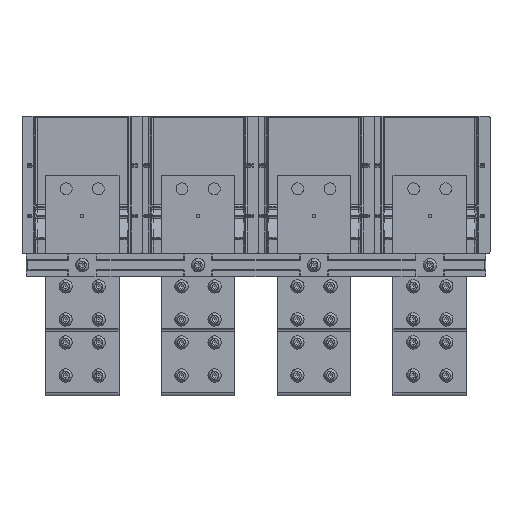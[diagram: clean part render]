
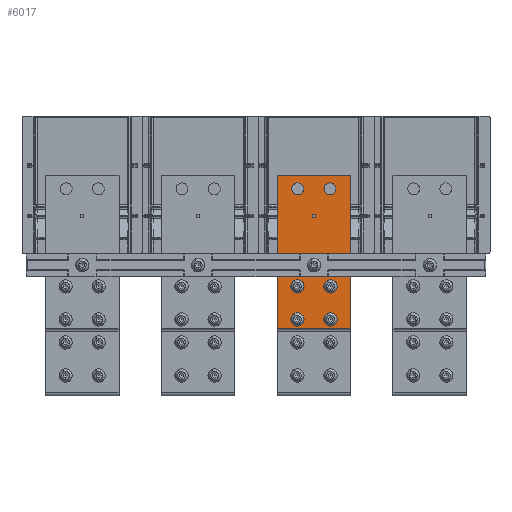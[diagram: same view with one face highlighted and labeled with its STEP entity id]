
A CAD part, front view. The second image highlights one B-rep face of the part: STEP entity #6017.
In plain terms, the highlighted planar face has unit normal (0, -1, 0).
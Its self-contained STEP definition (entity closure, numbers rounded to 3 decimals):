
#5833=AXIS2_PLACEMENT_3D('Circle Axis2P3D',#5831,#5832,$) ;
#5846=AXIS2_PLACEMENT_3D('Plane Axis2P3D',#5843,#5844,#5845) ;
#5884=AXIS2_PLACEMENT_3D('Circle Axis2P3D',#5882,#5883,$) ;
#5893=AXIS2_PLACEMENT_3D('Circle Axis2P3D',#5891,#5892,$) ;
#5902=AXIS2_PLACEMENT_3D('Circle Axis2P3D',#5900,#5901,$) ;
#5911=AXIS2_PLACEMENT_3D('Circle Axis2P3D',#5909,#5910,$) ;
#5920=AXIS2_PLACEMENT_3D('Circle Axis2P3D',#5918,#5919,$) ;
#5929=AXIS2_PLACEMENT_3D('Circle Axis2P3D',#5927,#5928,$) ;
#5938=AXIS2_PLACEMENT_3D('Circle Axis2P3D',#5936,#5937,$) ;
#5947=AXIS2_PLACEMENT_3D('Circle Axis2P3D',#5945,#5946,$) ;
#5956=AXIS2_PLACEMENT_3D('Circle Axis2P3D',#5954,#5955,$) ;
#5965=AXIS2_PLACEMENT_3D('Circle Axis2P3D',#5963,#5964,$) ;
#5974=AXIS2_PLACEMENT_3D('Circle Axis2P3D',#5972,#5973,$) ;
#5983=AXIS2_PLACEMENT_3D('Circle Axis2P3D',#5981,#5982,$) ;
#5992=AXIS2_PLACEMENT_3D('Circle Axis2P3D',#5990,#5991,$) ;
#6001=AXIS2_PLACEMENT_3D('Circle Axis2P3D',#5999,#6000,$) ;
#6010=AXIS2_PLACEMENT_3D('Circle Axis2P3D',#6008,#6009,$) ;
#5814=CARTESIAN_POINT('Vertex',(-63.083,-37.031,305.407)) ;
#5828=CARTESIAN_POINT('Vertex',(-68.917,-37.031,308.593)) ;
#5831=CARTESIAN_POINT('Axis2P3D Location',(-66.,-37.031,307.)) ;
#5843=CARTESIAN_POINT('Axis2P3D Location',(-26.,-37.031,238.)) ;
#5848=CARTESIAN_POINT('Line Origine',(-106.,-37.031,321.5)) ;
#5852=CARTESIAN_POINT('Vertex',(-106.,-37.031,405.)) ;
#5854=CARTESIAN_POINT('Vertex',(-106.,-37.031,238.)) ;
#5857=CARTESIAN_POINT('Line Origine',(-66.,-37.031,238.)) ;
#5861=CARTESIAN_POINT('Vertex',(-26.,-37.031,238.)) ;
#5864=CARTESIAN_POINT('Line Origine',(-26.,-37.031,321.5)) ;
#5868=CARTESIAN_POINT('Vertex',(-26.,-37.031,405.)) ;
#5871=CARTESIAN_POINT('Line Origine',(-66.,-37.031,405.)) ;
#5882=CARTESIAN_POINT('Axis2P3D Location',(-66.,-37.031,307.)) ;
#5891=CARTESIAN_POINT('Axis2P3D Location',(-48.,-37.031,248.)) ;
#5895=CARTESIAN_POINT('Vertex',(-41.638,-37.031,244.524)) ;
#5897=CARTESIAN_POINT('Vertex',(-54.362,-37.031,251.476)) ;
#5900=CARTESIAN_POINT('Axis2P3D Location',(-48.,-37.031,248.)) ;
#5909=CARTESIAN_POINT('Axis2P3D Location',(-66.,-37.031,360.5)) ;
#5913=CARTESIAN_POINT('Vertex',(-67.58,-37.031,361.363)) ;
#5915=CARTESIAN_POINT('Vertex',(-64.42,-37.031,359.637)) ;
#5918=CARTESIAN_POINT('Axis2P3D Location',(-66.,-37.031,360.5)) ;
#5927=CARTESIAN_POINT('Axis2P3D Location',(-83.5,-37.031,390.)) ;
#5931=CARTESIAN_POINT('Vertex',(-89.204,-37.031,386.884)) ;
#5933=CARTESIAN_POINT('Vertex',(-77.796,-37.031,393.116)) ;
#5936=CARTESIAN_POINT('Axis2P3D Location',(-83.5,-37.031,390.)) ;
#5945=CARTESIAN_POINT('Axis2P3D Location',(-48.5,-37.031,390.)) ;
#5949=CARTESIAN_POINT('Vertex',(-54.204,-37.031,386.884)) ;
#5951=CARTESIAN_POINT('Vertex',(-42.796,-37.031,393.116)) ;
#5954=CARTESIAN_POINT('Axis2P3D Location',(-48.5,-37.031,390.)) ;
#5963=CARTESIAN_POINT('Axis2P3D Location',(-84.,-37.031,248.)) ;
#5967=CARTESIAN_POINT('Vertex',(-77.638,-37.031,244.524)) ;
#5969=CARTESIAN_POINT('Vertex',(-90.362,-37.031,251.476)) ;
#5972=CARTESIAN_POINT('Axis2P3D Location',(-84.,-37.031,248.)) ;
#5981=CARTESIAN_POINT('Axis2P3D Location',(-48.,-37.031,284.)) ;
#5985=CARTESIAN_POINT('Vertex',(-41.638,-37.031,280.524)) ;
#5987=CARTESIAN_POINT('Vertex',(-54.362,-37.031,287.476)) ;
#5990=CARTESIAN_POINT('Axis2P3D Location',(-48.,-37.031,284.)) ;
#5999=CARTESIAN_POINT('Axis2P3D Location',(-84.,-37.031,284.)) ;
#6003=CARTESIAN_POINT('Vertex',(-77.638,-37.031,280.524)) ;
#6005=CARTESIAN_POINT('Vertex',(-90.362,-37.031,287.476)) ;
#6008=CARTESIAN_POINT('Axis2P3D Location',(-84.,-37.031,284.)) ;
#5832=DIRECTION('Axis2P3D Direction',(0.,1.,0.)) ;
#5844=DIRECTION('Axis2P3D Direction',(0.,-1.,0.)) ;
#5845=DIRECTION('Axis2P3D XDirection',(0.,0.,1.)) ;
#5849=DIRECTION('Vector Direction',(0.,0.,1.)) ;
#5858=DIRECTION('Vector Direction',(-1.,0.,0.)) ;
#5865=DIRECTION('Vector Direction',(0.,0.,1.)) ;
#5872=DIRECTION('Vector Direction',(-1.,0.,0.)) ;
#5883=DIRECTION('Axis2P3D Direction',(0.,-1.,0.)) ;
#5892=DIRECTION('Axis2P3D Direction',(0.,-1.,0.)) ;
#5901=DIRECTION('Axis2P3D Direction',(0.,-1.,0.)) ;
#5910=DIRECTION('Axis2P3D Direction',(0.,-1.,0.)) ;
#5919=DIRECTION('Axis2P3D Direction',(0.,-1.,0.)) ;
#5928=DIRECTION('Axis2P3D Direction',(0.,-1.,0.)) ;
#5937=DIRECTION('Axis2P3D Direction',(0.,-1.,0.)) ;
#5946=DIRECTION('Axis2P3D Direction',(0.,-1.,0.)) ;
#5955=DIRECTION('Axis2P3D Direction',(0.,-1.,0.)) ;
#5964=DIRECTION('Axis2P3D Direction',(0.,-1.,0.)) ;
#5973=DIRECTION('Axis2P3D Direction',(0.,-1.,0.)) ;
#5982=DIRECTION('Axis2P3D Direction',(0.,-1.,0.)) ;
#5991=DIRECTION('Axis2P3D Direction',(0.,-1.,0.)) ;
#6000=DIRECTION('Axis2P3D Direction',(0.,-1.,0.)) ;
#6009=DIRECTION('Axis2P3D Direction',(0.,-1.,0.)) ;
#5850=VECTOR('Line Direction',#5849,1.) ;
#5859=VECTOR('Line Direction',#5858,1.) ;
#5866=VECTOR('Line Direction',#5865,1.) ;
#5873=VECTOR('Line Direction',#5872,1.) ;
#5877=ORIENTED_EDGE('',*,*,#5856,.T.) ;
#5878=ORIENTED_EDGE('',*,*,#5863,.F.) ;
#5879=ORIENTED_EDGE('',*,*,#5870,.F.) ;
#5880=ORIENTED_EDGE('',*,*,#5875,.T.) ;
#5888=ORIENTED_EDGE('',*,*,#5886,.F.) ;
#5889=ORIENTED_EDGE('',*,*,#5835,.F.) ;
#5906=ORIENTED_EDGE('',*,*,#5899,.F.) ;
#5907=ORIENTED_EDGE('',*,*,#5904,.F.) ;
#5924=ORIENTED_EDGE('',*,*,#5917,.F.) ;
#5925=ORIENTED_EDGE('',*,*,#5922,.F.) ;
#5942=ORIENTED_EDGE('',*,*,#5935,.F.) ;
#5943=ORIENTED_EDGE('',*,*,#5940,.F.) ;
#5960=ORIENTED_EDGE('',*,*,#5953,.F.) ;
#5961=ORIENTED_EDGE('',*,*,#5958,.F.) ;
#5978=ORIENTED_EDGE('',*,*,#5971,.F.) ;
#5979=ORIENTED_EDGE('',*,*,#5976,.F.) ;
#5996=ORIENTED_EDGE('',*,*,#5989,.F.) ;
#5997=ORIENTED_EDGE('',*,*,#5994,.F.) ;
#6014=ORIENTED_EDGE('',*,*,#6007,.F.) ;
#6015=ORIENTED_EDGE('',*,*,#6012,.F.) ;
#5890=FACE_BOUND('',#5887,.T.) ;
#5908=FACE_BOUND('',#5905,.T.) ;
#5926=FACE_BOUND('',#5923,.T.) ;
#5944=FACE_BOUND('',#5941,.T.) ;
#5962=FACE_BOUND('',#5959,.T.) ;
#5980=FACE_BOUND('',#5977,.T.) ;
#5998=FACE_BOUND('',#5995,.T.) ;
#6016=FACE_BOUND('',#6013,.T.) ;
#6017=ADVANCED_FACE('RB7556803_1PD_001_00_FRONT TERMINAL ASSEMBLY E4.2 FIXED.2\\RB7552001_1PA_001_00_FRONT TERMINAL E2.2 FIXED.1\\PartBody',(#5881,#5890,#5908,#5926,#5944,#5962,#5980,#5998,#6016),#5847,.T.) ;
#5834=CIRCLE('generated circle',#5833,3.324) ;
#5885=CIRCLE('generated circle',#5884,3.324) ;
#5894=CIRCLE('generated circle',#5893,7.25) ;
#5903=CIRCLE('generated circle',#5902,7.25) ;
#5912=CIRCLE('generated circle',#5911,1.8) ;
#5921=CIRCLE('generated circle',#5920,1.8) ;
#5930=CIRCLE('generated circle',#5929,6.5) ;
#5939=CIRCLE('generated circle',#5938,6.5) ;
#5948=CIRCLE('generated circle',#5947,6.5) ;
#5957=CIRCLE('generated circle',#5956,6.5) ;
#5966=CIRCLE('generated circle',#5965,7.25) ;
#5975=CIRCLE('generated circle',#5974,7.25) ;
#5984=CIRCLE('generated circle',#5983,7.25) ;
#5993=CIRCLE('generated circle',#5992,7.25) ;
#6002=CIRCLE('generated circle',#6001,7.25) ;
#6011=CIRCLE('generated circle',#6010,7.25) ;
#5835=EDGE_CURVE('',#5829,#5815,#5834,.F.) ;
#5856=EDGE_CURVE('',#5853,#5855,#5851,.F.) ;
#5863=EDGE_CURVE('',#5862,#5855,#5860,.T.) ;
#5870=EDGE_CURVE('',#5869,#5862,#5867,.F.) ;
#5875=EDGE_CURVE('',#5869,#5853,#5874,.T.) ;
#5886=EDGE_CURVE('',#5815,#5829,#5885,.T.) ;
#5899=EDGE_CURVE('',#5896,#5898,#5894,.T.) ;
#5904=EDGE_CURVE('',#5898,#5896,#5903,.T.) ;
#5917=EDGE_CURVE('',#5914,#5916,#5912,.T.) ;
#5922=EDGE_CURVE('',#5916,#5914,#5921,.T.) ;
#5935=EDGE_CURVE('',#5932,#5934,#5930,.T.) ;
#5940=EDGE_CURVE('',#5934,#5932,#5939,.T.) ;
#5953=EDGE_CURVE('',#5950,#5952,#5948,.T.) ;
#5958=EDGE_CURVE('',#5952,#5950,#5957,.T.) ;
#5971=EDGE_CURVE('',#5968,#5970,#5966,.T.) ;
#5976=EDGE_CURVE('',#5970,#5968,#5975,.T.) ;
#5989=EDGE_CURVE('',#5986,#5988,#5984,.T.) ;
#5994=EDGE_CURVE('',#5988,#5986,#5993,.T.) ;
#6007=EDGE_CURVE('',#6004,#6006,#6002,.T.) ;
#6012=EDGE_CURVE('',#6006,#6004,#6011,.T.) ;
#5876=EDGE_LOOP('',(#5877,#5878,#5879,#5880)) ;
#5887=EDGE_LOOP('',(#5888,#5889)) ;
#5905=EDGE_LOOP('',(#5906,#5907)) ;
#5923=EDGE_LOOP('',(#5924,#5925)) ;
#5941=EDGE_LOOP('',(#5942,#5943)) ;
#5959=EDGE_LOOP('',(#5960,#5961)) ;
#5977=EDGE_LOOP('',(#5978,#5979)) ;
#5995=EDGE_LOOP('',(#5996,#5997)) ;
#6013=EDGE_LOOP('',(#6014,#6015)) ;
#5881=FACE_OUTER_BOUND('',#5876,.T.) ;
#5851=LINE('Line',#5848,#5850) ;
#5860=LINE('Line',#5857,#5859) ;
#5867=LINE('Line',#5864,#5866) ;
#5874=LINE('Line',#5871,#5873) ;
#5847=PLANE('',#5846) ;
#5815=VERTEX_POINT('',#5814) ;
#5829=VERTEX_POINT('',#5828) ;
#5853=VERTEX_POINT('',#5852) ;
#5855=VERTEX_POINT('',#5854) ;
#5862=VERTEX_POINT('',#5861) ;
#5869=VERTEX_POINT('',#5868) ;
#5896=VERTEX_POINT('',#5895) ;
#5898=VERTEX_POINT('',#5897) ;
#5914=VERTEX_POINT('',#5913) ;
#5916=VERTEX_POINT('',#5915) ;
#5932=VERTEX_POINT('',#5931) ;
#5934=VERTEX_POINT('',#5933) ;
#5950=VERTEX_POINT('',#5949) ;
#5952=VERTEX_POINT('',#5951) ;
#5968=VERTEX_POINT('',#5967) ;
#5970=VERTEX_POINT('',#5969) ;
#5986=VERTEX_POINT('',#5985) ;
#5988=VERTEX_POINT('',#5987) ;
#6004=VERTEX_POINT('',#6003) ;
#6006=VERTEX_POINT('',#6005) ;
